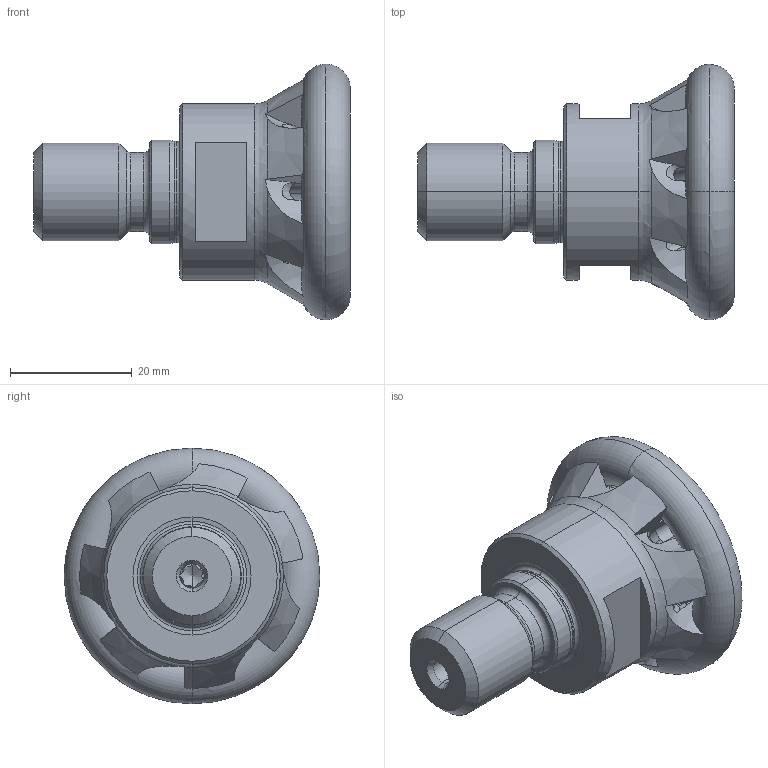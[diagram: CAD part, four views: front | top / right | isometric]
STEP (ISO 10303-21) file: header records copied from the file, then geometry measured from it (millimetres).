
FILE_DESCRIPTION (( 'STEP AP214' ), '1' );
FILE_NAME ('KEF_42_28_M16_508_7.STEP', '2016-09-19T07:03:15', ( '' ), ( '' ), 'SwSTEP 2.0', 'SolidWorks 2016', '' );
FILE_SCHEMA (( 'AUTOMOTIVE_DESIGN' ));
Length unit declared in the file: millimetre
Products named in the file (1): KEF_42_28_M16_508_7
Bounding box: 51.99 x 42 x 42 mm (x, y, z)
Volume: 24955.8 mm3; surface area: 8439.2 mm2
Topology: 1 solids, 1 shells, 263 faces, 812 edges, 525 vertices
Faces by surface type: plane 117, cylinder 74, cone 35, torus 23, bspline 14
Entity records: 10711 total; most frequent: CARTESIAN_POINT 3970, ORIENTED_EDGE 1616, DIRECTION 1156, EDGE_CURVE 808, VERTEX_POINT 525, AXIS2_PLACEMENT_3D 444, B_SPLINE_CURVE_WITH_KNOTS 297, EDGE_LOOP 269
